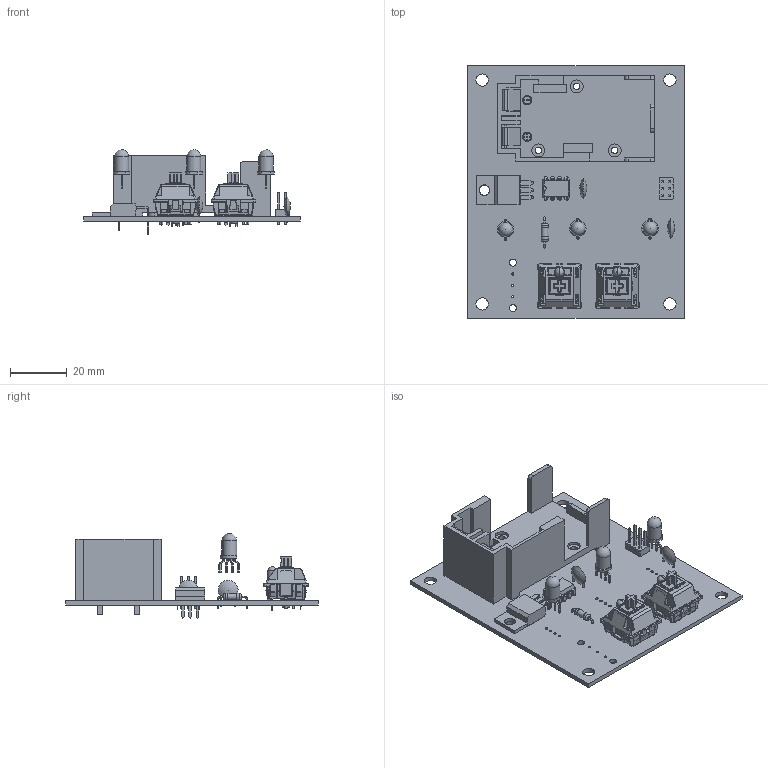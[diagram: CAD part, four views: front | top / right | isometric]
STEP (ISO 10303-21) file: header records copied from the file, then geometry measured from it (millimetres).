
FILE_DESCRIPTION(('KiCad electronic assembly'),'2;1');
FILE_NAME('girl_scouts_blinker.step','2025-01-22T15:20:11',('Pcbnew'),( 'Kicad'),'Open CASCADE STEP processor 7.6','KiCad to STEP converter' ,'Unknown');
FILE_SCHEMA(('AUTOMOTIVE_DESIGN { 1 0 10303 214 1 1 1 1 }'));
Length unit declared in the file: millimetre
Products named in the file (18): girl_scouts_blinker 1; LED_D5.0mm-4_RGB_Wide_Pins; PinHeader_2x03_P2.54mm_Vertical; PinHeader_2x03_P254mm_Vertical; C_Disc_D7.0mm_W2.5mm_P5.00mm; C_Disc_D70mm_W25mm_P500mm; R_Axial_DIN0207_L6.3mm_D2.5mm_P10.16mm_Horizontal; R_Axial_DIN0207_L63mm_D25mm_P1016mm_Horizontal; DIP-8_W7.62mm; cherry_mx; MX °´¼ü_¨¹_¡§1; TO-220-3_Horizontal_TabDown; BC9VPC_BC9VPC; BC9VPC; girl_scouts_blinker_PCB
Assembly tree (21 placements, depth 3):
  girl_scouts_blinker 1
    LED_D5.0mm-4_RGB_Wide_Pins  x3
      LED_D5.0mm-4_RGB_Wide_Pins
    PinHeader_2x03_P2.54mm_Vertical
      PinHeader_2x03_P254mm_Vertical
    C_Disc_D7.0mm_W2.5mm_P5.00mm  x2
      C_Disc_D70mm_W25mm_P500mm
    R_Axial_DIN0207_L6.3mm_D2.5mm_P10.16mm_Horizontal
      R_Axial_DIN0207_L63mm_D25mm_P1016mm_Horizontal
    DIP-8_W7.62mm
      DIP-8_W7.62mm
    cherry_mx  x2
      MX °´¼ü_¨¹_¡§1
    TO-220-3_Horizontal_TabDown
      TO-220-3_Horizontal_TabDown
    BC9VPC_BC9VPC
      BC9VPC
    girl_scouts_blinker_PCB
Bounding box: 76.2 x 88.9 x 29.83 mm (x, y, z)
Volume: 22367 mm3; surface area: 31328.7 mm2
Topology: 45 solids, 45 shells, 4097 faces, 9828 edges, 5635 vertices
Faces by surface type: plane 1642, cylinder 1558, torus 422, sphere 233, bspline 138, revolution 84, cone 20
Full cylindrical faces by diameter (mm): 0.5 x4, 0.6 x4, 0.762 x3, 0.8 x14, 0.9 x12, 1 x6, 1.1 x3, 1.5 x4, 1.7 x4, 2.25 x1, 2.5 x4, 2.54 x3, 3.5 x1, 3.735 x1, 4 x2, 4.3 x4, 5 x3
Entity records: 73027 total; most frequent: CARTESIAN_POINT 15155, DIRECTION 11537, ORIENTED_EDGE 11122, EDGE_CURVE 5561, AXIS2_PLACEMENT_3D 4016, LINE 3463, VECTOR 3463, VERTEX_POINT 3306
